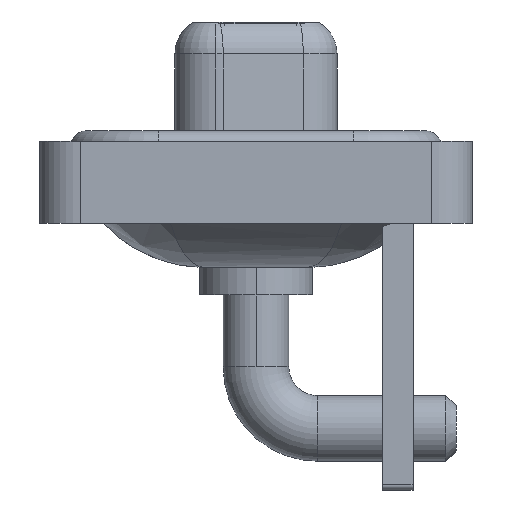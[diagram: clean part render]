
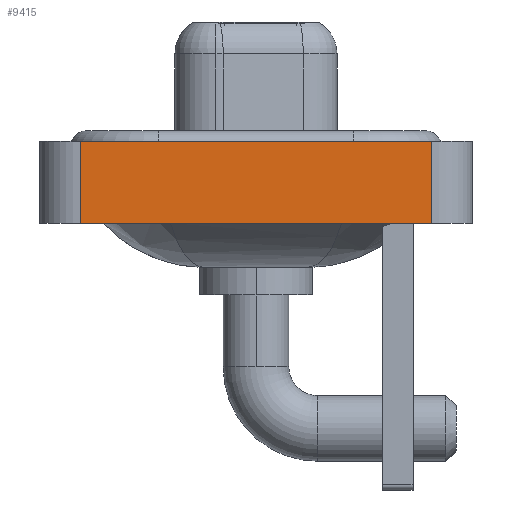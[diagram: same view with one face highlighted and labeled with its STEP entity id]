
A CAD part, left-side view. The second image highlights one B-rep face of the part: STEP entity #9415.
In plain terms, the highlighted planar face has unit normal (-1, 0, 0).
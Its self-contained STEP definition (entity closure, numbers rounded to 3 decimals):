
#1010 = EDGE_LOOP ( 'NONE', ( #13624, #9033, #8309, #1807 ) ) ;
#1807 = ORIENTED_EDGE ( 'NONE', *, *, #7839, .T. ) ;
#3667 = CARTESIAN_POINT ( 'NONE',  ( -7.25, 8.55, 0.4 ) ) ;
#4391 = DIRECTION ( 'NONE',  ( 0., 0., 1. ) ) ;
#5066 = CARTESIAN_POINT ( 'NONE',  ( -7.25, -8.55, -3.6 ) ) ;
#5739 = CARTESIAN_POINT ( 'NONE',  ( -7.25, 8.55, -3.6 ) ) ;
#6563 = CARTESIAN_POINT ( 'NONE',  ( -7.25, 8.55, -3.6 ) ) ;
#6844 = VECTOR ( 'NONE', #9481, 1000. ) ;
#7046 = PLANE ( 'NONE',  #15255 ) ;
#7839 = EDGE_CURVE ( 'NONE', #16163, #15244, #15454, .T. ) ;
#8119 = EDGE_CURVE ( 'NONE', #15244, #10244, #9980, .T. ) ;
#8227 = CARTESIAN_POINT ( 'NONE',  ( -7.25, -8.55, 0.4 ) ) ;
#8309 = ORIENTED_EDGE ( 'NONE', *, *, #10510, .F. ) ;
#8562 = DIRECTION ( 'NONE',  ( -1., 0., 0. ) ) ;
#8896 = DIRECTION ( 'NONE',  ( 0., 0., 1. ) ) ;
#9033 = ORIENTED_EDGE ( 'NONE', *, *, #11336, .F. ) ;
#9073 = DIRECTION ( 'NONE',  ( 0., -1., 0. ) ) ;
#9415 = ADVANCED_FACE ( 'NONE', ( #9482 ), #7046, .T. ) ;
#9481 = DIRECTION ( 'NONE',  ( 0., -1., 0. ) ) ;
#9482 = FACE_OUTER_BOUND ( 'NONE', #1010, .T. ) ;
#9519 = CARTESIAN_POINT ( 'NONE',  ( -7.25, -8.55, 0.4 ) ) ;
#9549 = VECTOR ( 'NONE', #4391, 1000. ) ;
#9980 = LINE ( 'NONE', #11166, #11184 ) ;
#10244 = VERTEX_POINT ( 'NONE', #9519 ) ;
#10317 = VERTEX_POINT ( 'NONE', #3667 ) ;
#10510 = EDGE_CURVE ( 'NONE', #16163, #10317, #10758, .T. ) ;
#10758 = LINE ( 'NONE', #6563, #9549 ) ;
#10830 = LINE ( 'NONE', #8227, #6844 ) ;
#11166 = CARTESIAN_POINT ( 'NONE',  ( -7.25, -8.55, -3.6 ) ) ;
#11184 = VECTOR ( 'NONE', #8896, 1000. ) ;
#11336 = EDGE_CURVE ( 'NONE', #10317, #10244, #10830, .T. ) ;
#12097 = CARTESIAN_POINT ( 'NONE',  ( -7.25, -8.55, -3.6 ) ) ;
#12760 = CARTESIAN_POINT ( 'NONE',  ( -7.25, -8.55, -3.6 ) ) ;
#13624 = ORIENTED_EDGE ( 'NONE', *, *, #8119, .T. ) ;
#14847 = DIRECTION ( 'NONE',  ( 0., 0., 1. ) ) ;
#15073 = VECTOR ( 'NONE', #9073, 1000. ) ;
#15244 = VERTEX_POINT ( 'NONE', #12760 ) ;
#15255 = AXIS2_PLACEMENT_3D ( 'NONE', #12097, #8562, #14847 ) ;
#15454 = LINE ( 'NONE', #5066, #15073 ) ;
#16163 = VERTEX_POINT ( 'NONE', #5739 ) ;
